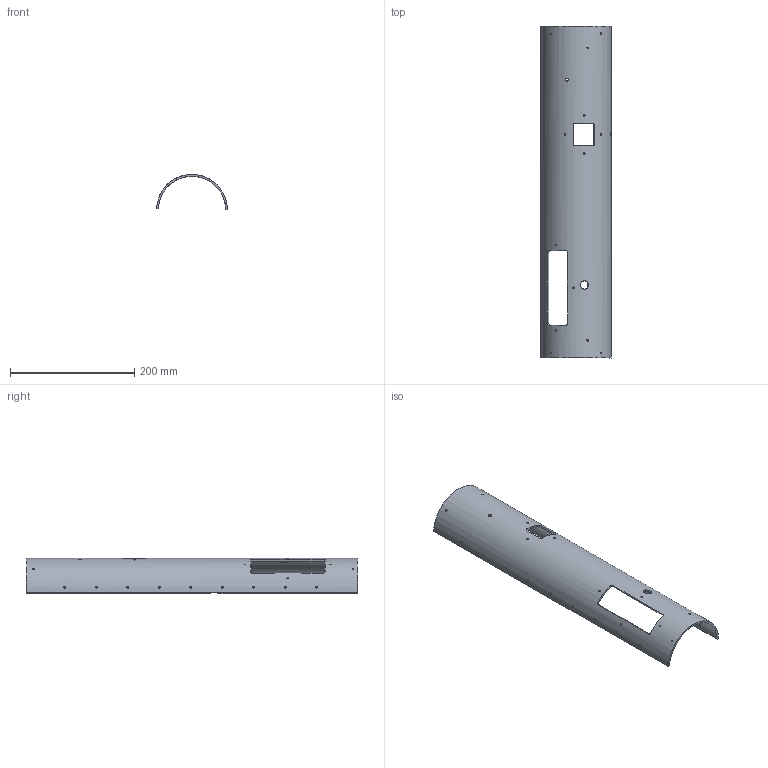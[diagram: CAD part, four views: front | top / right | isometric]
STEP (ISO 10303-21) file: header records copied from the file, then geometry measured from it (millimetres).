
FILE_DESCRIPTION(/* description */ ('','CAx-IF Rec.Pracs.---Representation and Presentation of Product Manufacturing Information (PMI)---4.0---2014-10-13'),/* implementation_level */ '2;1');
FILE_NAME(/* name */ 'Q_blower_MK1_BODY_01.step',/* time_stamp */ '2024-11-26T19:03:12+01:00',/* author */ (''),/* organization */ (''),/* preprocessor_version */ 'ST-DEVELOPER v20',/* originating_system */ 'Autodesk Translation Framework v13.20.0.188',/* authorisation */ '');
FILE_SCHEMA (('AP242_MANAGED_MODEL_BASED_3D_ENGINEERING_MIM_LF { 1 0 10303 442 1 1 4 }'));
Length unit declared in the file: millimetre
Products named in the file (1): flat_1
Bounding box: 113.96 x 533.8 x 56.5 mm (x, y, z)
Volume: 256157.7 mm3; surface area: 177473.3 mm2
Topology: 1 solids, 1 shells, 68 faces, 202 edges, 136 vertices
Faces by surface type: cylinder 36, plane 17, bspline 15
Full cylindrical faces by diameter (mm): 2.8 x8, 3 x20, 5 x1, 13.3 x1
Entity records: 5199 total; most frequent: CARTESIAN_POINT 3428, ORIENTED_EDGE 404, DIRECTION 218, EDGE_CURVE 202, EDGE_LOOP 142, VERTEX_POINT 136, B_SPLINE_CURVE_WITH_KNOTS 112, FACE_BOUND 74
